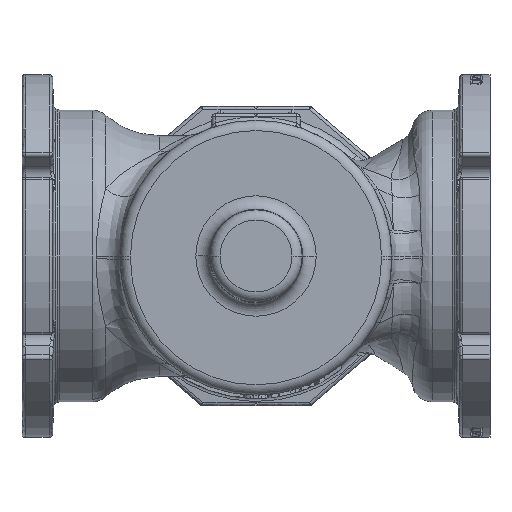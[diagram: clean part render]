
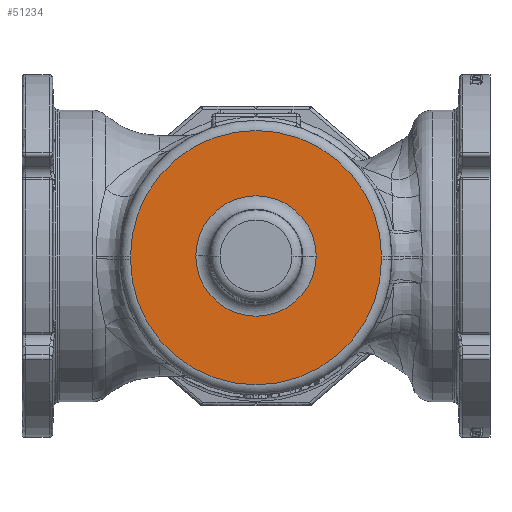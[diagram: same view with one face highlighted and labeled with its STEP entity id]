
A CAD part, front view. The second image highlights one B-rep face of the part: STEP entity #51234.
In plain terms, the highlighted planar face has unit normal (0, -1, 0).
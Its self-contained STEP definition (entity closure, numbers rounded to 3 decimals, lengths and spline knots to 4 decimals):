
#17183=DIRECTION('',(0.,0.,-1.));
#17184=VECTOR('',#17183,0.125);
#17185=CARTESIAN_POINT('',(-4.6255,-7.375,0.));
#17186=LINE('',#17185,#17184);
#17187=CARTESIAN_POINT('',(0.,-7.375,0.));
#17188=DIRECTION('',(0.,-1.,0.));
#17189=DIRECTION('',(1.,0.,0.));
#17190=AXIS2_PLACEMENT_3D('',#17187,#17188,#17189);
#17192=DIRECTION('',(0.,0.,1.));
#17193=VECTOR('',#17192,0.125);
#17194=CARTESIAN_POINT('',(4.6255,-7.375,-0.125));
#17195=LINE('',#17194,#17193);
#17196=CARTESIAN_POINT('',(0.,-7.375,-0.125));
#17197=DIRECTION('',(0.,-1.,0.));
#17198=DIRECTION('',(-1.,0.,0.));
#17199=AXIS2_PLACEMENT_3D('',#17196,#17197,#17198);
#17201=CARTESIAN_POINT('',(0.,-7.375,0.));
#17202=DIRECTION('',(0.,-1.,0.));
#17203=DIRECTION('',(-1.,0.,0.));
#17204=AXIS2_PLACEMENT_3D('',#17201,#17202,#17203);
#17206=CARTESIAN_POINT('',(0.,-7.375,0.));
#17207=DIRECTION('',(0.,-1.,0.));
#17208=DIRECTION('',(1.,0.,0.));
#17209=AXIS2_PLACEMENT_3D('',#17206,#17207,#17208);
#31506=CARTESIAN_POINT('',(-4.6255,-7.375,0.));
#31507=CARTESIAN_POINT('',(-4.6255,-7.375,-0.125));
#31508=VERTEX_POINT('',#31506);
#31509=VERTEX_POINT('',#31507);
#31514=CARTESIAN_POINT('',(4.6255,-7.375,-0.125));
#31515=VERTEX_POINT('',#31514);
#31518=CARTESIAN_POINT('',(4.6255,-7.375,0.));
#31519=VERTEX_POINT('',#31518);
#31594=CARTESIAN_POINT('',(-2.2184,-7.375,0.));
#31595=CARTESIAN_POINT('',(2.2184,-7.375,0.));
#31596=VERTEX_POINT('',#31594);
#31597=VERTEX_POINT('',#31595);
#51214=CARTESIAN_POINT('',(0.,-7.375,0.));
#51215=DIRECTION('',(0.,1.,0.));
#51216=DIRECTION('',(1.,0.,0.));
#51217=AXIS2_PLACEMENT_3D('',#51214,#51215,#51216);
#51218=PLANE('',#51217);
#51219=ORIENTED_EDGE('',*,*,#51204,.F.);
#51221=ORIENTED_EDGE('',*,*,#51220,.F.);
#51223=ORIENTED_EDGE('',*,*,#51222,.F.);
#51225=ORIENTED_EDGE('',*,*,#51224,.F.);
#51226=EDGE_LOOP('',(#51219,#51221,#51223,#51225));
#51227=FACE_OUTER_BOUND('',#51226,.F.);
#51229=ORIENTED_EDGE('',*,*,#51228,.T.);
#51231=ORIENTED_EDGE('',*,*,#51230,.T.);
#51232=EDGE_LOOP('',(#51229,#51231));
#51233=FACE_BOUND('',#51232,.F.);
#17191=CIRCLE('',#17190,4.6255);
#17200=CIRCLE('',#17199,4.6255);
#17205=CIRCLE('',#17204,2.2184);
#17210=CIRCLE('',#17209,2.2184);
#51204=EDGE_CURVE('',#31508,#31509,#17186,.T.);
#51220=EDGE_CURVE('',#31519,#31508,#17191,.T.);
#51222=EDGE_CURVE('',#31515,#31519,#17195,.T.);
#51224=EDGE_CURVE('',#31509,#31515,#17200,.T.);
#51228=EDGE_CURVE('',#31596,#31597,#17205,.T.);
#51230=EDGE_CURVE('',#31597,#31596,#17210,.T.);
#51234=ADVANCED_FACE('',(#51227,#51233),#51218,.F.);
